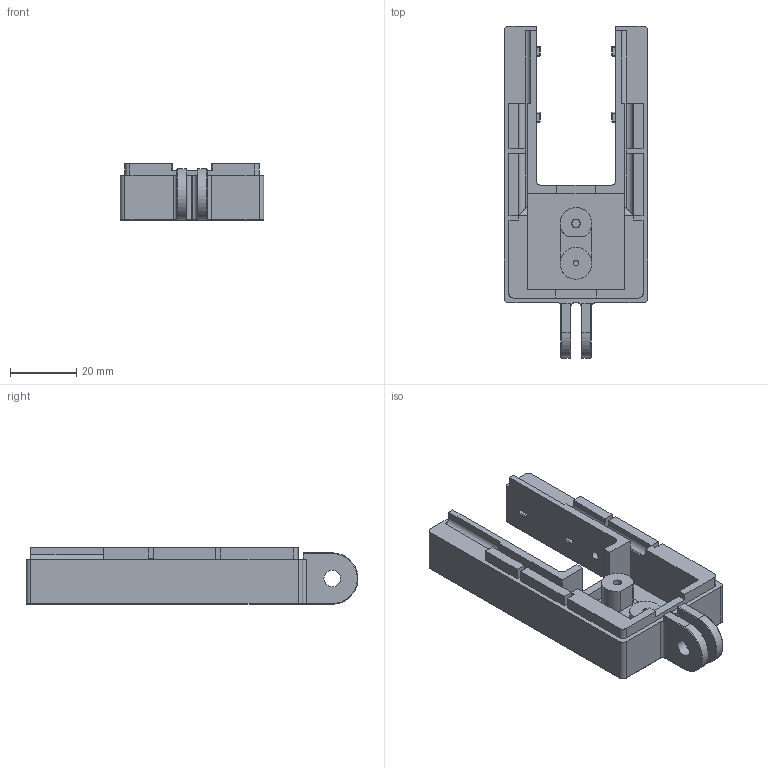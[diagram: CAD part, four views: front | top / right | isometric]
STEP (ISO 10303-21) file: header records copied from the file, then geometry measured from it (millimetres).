
FILE_DESCRIPTION(('HOOPS Exchange Step'),'2;1');
FILE_NAME('temp_export','2022-07-08T15:38:47+08:00',('mobile'),('Shapr3D Limited'),'HOOPS Exchange 2022.0','Shapr3D','Authorized');
FILE_SCHEMA( ('AP203_CONFIGURATION_CONTROLLED_3D_DESIGN_OF_MECHANICAL_PARTS_AND_ASSEMBLIES_MIM_LF') );
Length unit declared in the file: millimetre
Products named in the file (1): root
Bounding box: 43.25 x 100.06 x 17.05 mm (x, y, z)
Volume: 28745.2 mm3; surface area: 14418.6 mm2
Topology: 1 solids, 1 shells, 204 faces, 546 edges, 347 vertices
Faces by surface type: plane 132, cylinder 53, torus 14, bspline 3, sphere 2
Full cylindrical faces by diameter (mm): 1.6 x1, 2.5 x1, 2.55 x1, 5 x2, 9.6 x1
Entity records: 6442 total; most frequent: CARTESIAN_POINT 1247, ORIENTED_EDGE 1084, DIRECTION 1071, EDGE_CURVE 542, VECTOR 409, LINE 409, VERTEX_POINT 347, AXIS2_PLACEMENT_3D 331
